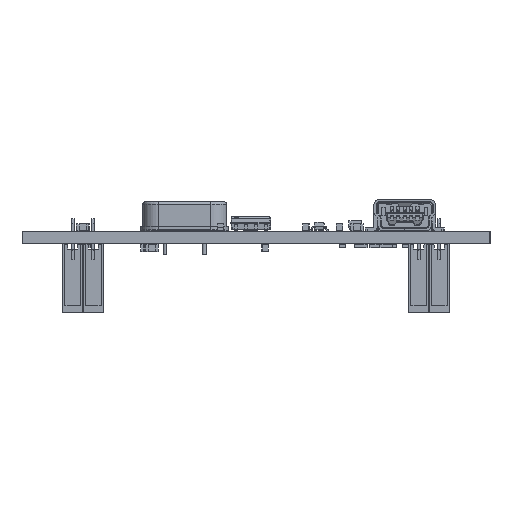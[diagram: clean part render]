
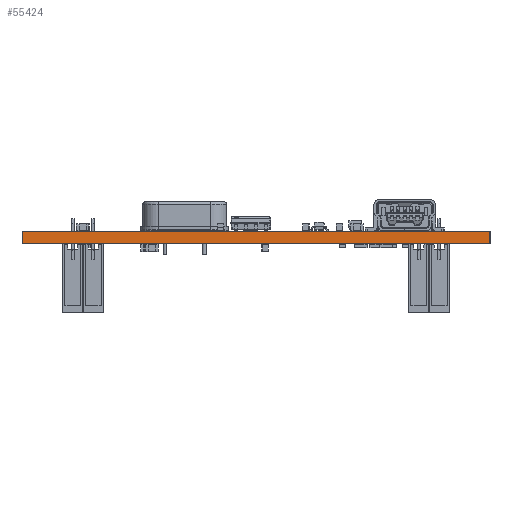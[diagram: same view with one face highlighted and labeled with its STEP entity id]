
A CAD part, left-side view. The second image highlights one B-rep face of the part: STEP entity #55424.
In plain terms, the highlighted planar face has unit normal (-1, 0, 0).
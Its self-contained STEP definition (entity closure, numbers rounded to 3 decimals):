
#55368 = VERTEX_POINT('',#55369);
#55369 = CARTESIAN_POINT('',(3.81,14.859,1.6));
#55375 = EDGE_CURVE('',#55376,#55368,#55378,.T.);
#55376 = VERTEX_POINT('',#55377);
#55377 = CARTESIAN_POINT('',(3.81,14.859,0.));
#55378 = LINE('',#55379,#55380);
#55379 = CARTESIAN_POINT('',(3.81,14.859,0.));
#55380 = VECTOR('',#55381,1.);
#55381 = DIRECTION('',(0.,0.,1.));
#55424 = ADVANCED_FACE('',(#55425),#55450,.T.);
#55425 = FACE_BOUND('',#55426,.T.);
#55426 = EDGE_LOOP('',(#55427,#55428,#55436,#55444));
#55427 = ORIENTED_EDGE('',*,*,#55375,.T.);
#55428 = ORIENTED_EDGE('',*,*,#55429,.T.);
#55429 = EDGE_CURVE('',#55368,#55430,#55432,.T.);
#55430 = VERTEX_POINT('',#55431);
#55431 = CARTESIAN_POINT('',(3.81,73.279,1.6));
#55432 = LINE('',#55433,#55434);
#55433 = CARTESIAN_POINT('',(3.81,14.859,1.6));
#55434 = VECTOR('',#55435,1.);
#55435 = DIRECTION('',(0.,1.,0.));
#55436 = ORIENTED_EDGE('',*,*,#55437,.F.);
#55437 = EDGE_CURVE('',#55438,#55430,#55440,.T.);
#55438 = VERTEX_POINT('',#55439);
#55439 = CARTESIAN_POINT('',(3.81,73.279,0.));
#55440 = LINE('',#55441,#55442);
#55441 = CARTESIAN_POINT('',(3.81,73.279,0.));
#55442 = VECTOR('',#55443,1.);
#55443 = DIRECTION('',(0.,0.,1.));
#55444 = ORIENTED_EDGE('',*,*,#55445,.F.);
#55445 = EDGE_CURVE('',#55376,#55438,#55446,.T.);
#55446 = LINE('',#55447,#55448);
#55447 = CARTESIAN_POINT('',(3.81,14.859,0.));
#55448 = VECTOR('',#55449,1.);
#55449 = DIRECTION('',(0.,1.,0.));
#55450 = PLANE('',#55451);
#55451 = AXIS2_PLACEMENT_3D('',#55452,#55453,#55454);
#55452 = CARTESIAN_POINT('',(3.81,14.859,0.));
#55453 = DIRECTION('',(-1.,0.,0.));
#55454 = DIRECTION('',(0.,1.,0.));
